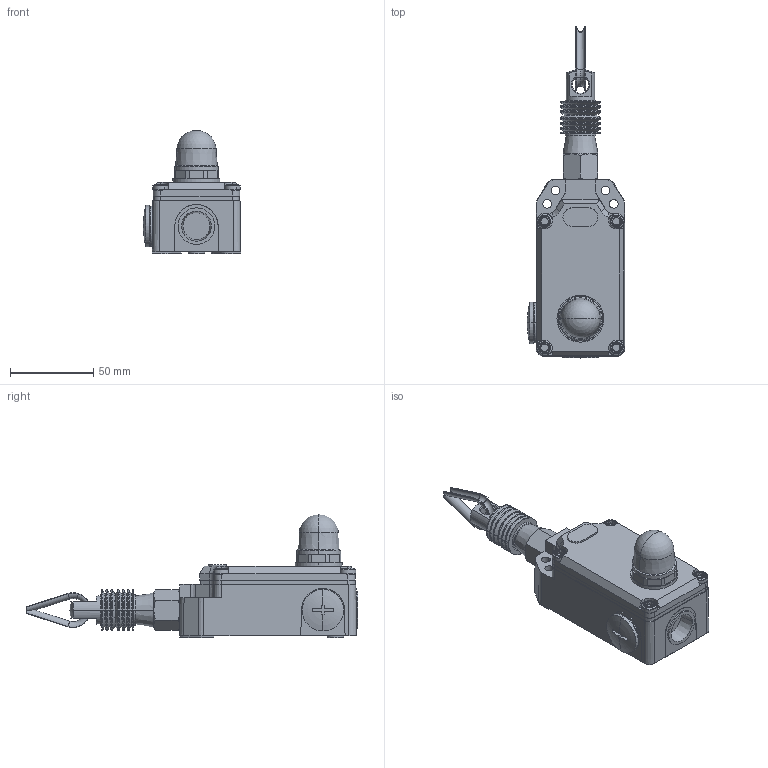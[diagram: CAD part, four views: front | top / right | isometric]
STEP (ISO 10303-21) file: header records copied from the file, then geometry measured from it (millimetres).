
FILE_DESCRIPTION(('STEP AP214'),'1');
FILE_NAME('cctmp_627B8FB8-F8D3-4293-A70A-3E66454A8CFF_2023_07_21_12_44_35_0364..stp','2023-07-21T10:44:35',('SIEMENS A&D'),('CADClick - www.CADClick.com'),'Spatial InterOp 3D postprocessed',' ','unknown authorization');
FILE_SCHEMA(('AUTOMOTIVE_DESIGN'));
Length unit declared in the file: millimetre
Products named in the file (3): cc_unnamed; 2023_07_21_12_44_35_0332; 2023_07_21_12_44_35_0328
Assembly tree (2 placements, depth 2):
  cc_unnamed
    2023_07_21_12_44_35_0332
    2023_07_21_12_44_35_0328
Bounding box: 58.45 x 199.36 x 74 mm (x, y, z)
Volume: 242100.4 mm3; surface area: 40635.3 mm2
Topology: 2 solids, 7 shells, 570 faces, 1438 edges, 910 vertices
Faces by surface type: plane 233, cylinder 167, torus 86, cone 72, sphere 12
Entity records: 19348 total; most frequent: CARTESIAN_POINT 3472, DIRECTION 3131, ORIENTED_EDGE 2868, EDGE_CURVE 1434, AXIS2_PLACEMENT_3D 1201, VERTEX_POINT 910, LINE 729, VECTOR 729
